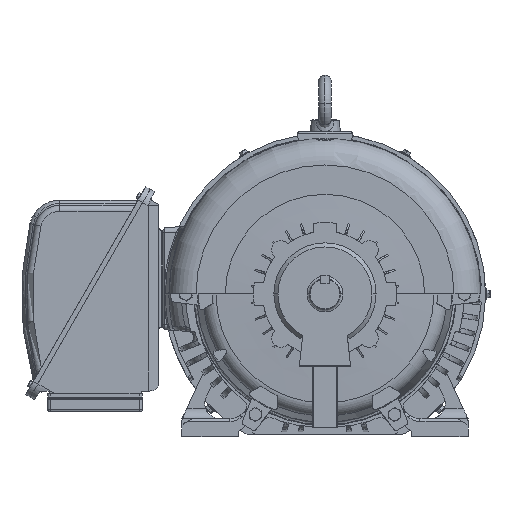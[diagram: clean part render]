
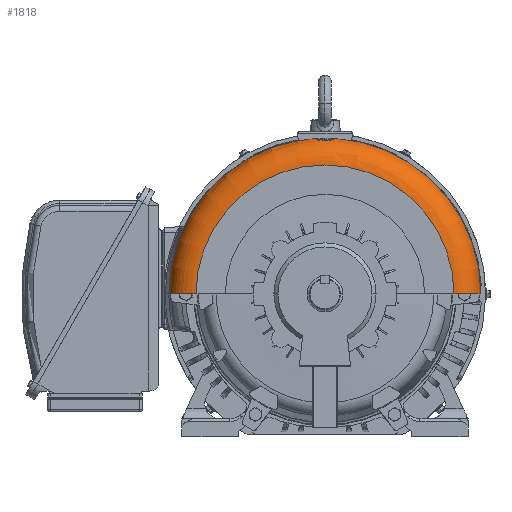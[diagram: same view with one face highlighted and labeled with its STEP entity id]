
A CAD part, front view. The second image highlights one B-rep face of the part: STEP entity #1818.
In plain terms, the highlighted toroidal (fillet/blend) face has major radius 252.5 mm and minor radius 52.3 mm.
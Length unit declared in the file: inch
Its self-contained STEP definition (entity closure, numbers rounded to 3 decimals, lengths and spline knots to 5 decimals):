
#1621 = EDGE_LOOP ( 'NONE', ( #108952, #40336, #113076, #32427, #100227, #98378 ) ) ;
#1818 = ADVANCED_FACE ( 'NONE', ( #147988 ), #130240, .T. ) ;
#2682 = VERTEX_POINT ( 'NONE', #109265 ) ;
#6253 = CARTESIAN_POINT ( 'NONE',  ( 0.22849, -18.51201, 11.86483 ) ) ;
#7027 = CARTESIAN_POINT ( 'NONE',  ( -0.11775, -18.53838, 11.85633 ) ) ;
#7279 = EDGE_CURVE ( 'NONE', #112082, #82127, #9361, .T. ) ;
#9297 = DIRECTION ( 'NONE',  ( 0., 0., -1. ) ) ;
#9361 = CIRCLE ( 'NONE', #89569, 12. ) ;
#11890 = CIRCLE ( 'NONE', #76978, 2.05906 ) ;
#18786 = CARTESIAN_POINT ( 'NONE',  ( 0.03092, -18.54502, 11.8541 ) ) ;
#20325 = CARTESIAN_POINT ( 'NONE',  ( -0.44228, -18.41047, 11.89445 ) ) ;
#21863 = CARTESIAN_POINT ( 'NONE',  ( 0.76444, -17.95798, 11.96941 ) ) ;
#22206 = CARTESIAN_POINT ( 'NONE',  ( 0.78692, -17.78346, 11.97417 ) ) ;
#24757 = CARTESIAN_POINT ( 'NONE',  ( 9.94094, -19.84252, 0. ) ) ;
#28346 = EDGE_CURVE ( 'NONE', #36330, #63099, #110895, .T. ) ;
#30208 = AXIS2_PLACEMENT_3D ( 'NONE', #122177, #50879, #75167 ) ;
#30570 = CARTESIAN_POINT ( 'NONE',  ( 0.67534, -18.16627, 11.94594 ) ) ;
#31964 = AXIS2_PLACEMENT_3D ( 'NONE', #137974, #52629, #135657 ) ;
#32092 = CARTESIAN_POINT ( 'NONE',  ( -0.76165, -17.97006, 11.96869 ) ) ;
#32427 = ORIENTED_EDGE ( 'NONE', *, *, #86669, .T. ) ;
#34968 = CARTESIAN_POINT ( 'NONE',  ( -12., -17.78346, 0. ) ) ;
#36330 = VERTEX_POINT ( 'NONE', #138372 ) ;
#38751 = CARTESIAN_POINT ( 'NONE',  ( 0., -17.78346, 0. ) ) ;
#40336 = ORIENTED_EDGE ( 'NONE', *, *, #109809, .F. ) ;
#40886 = EDGE_CURVE ( 'NONE', #63099, #112082, #75898, .T. ) ;
#44423 = CIRCLE ( 'NONE', #31964, 9.94094 ) ;
#46389 = DIRECTION ( 'NONE',  ( 1., 0., 0. ) ) ;
#48365 = AXIS2_PLACEMENT_3D ( 'NONE', #38751, #84236, #130507 ) ;
#50879 = DIRECTION ( 'NONE',  ( 0., -1., 0. ) ) ;
#52629 = DIRECTION ( 'NONE',  ( 0., -1., 0. ) ) ;
#54123 = CARTESIAN_POINT ( 'NONE',  ( 0.64522, -18.21223, 11.93827 ) ) ;
#54410 = CARTESIAN_POINT ( 'NONE',  ( 0., -17.78346, 0. ) ) ;
#55650 = CARTESIAN_POINT ( 'NONE',  ( -0.66452, -18.18354, 11.94317 ) ) ;
#57198 = CARTESIAN_POINT ( 'NONE',  ( -0.48433, -18.37994, 11.9024 ) ) ;
#63099 = VERTEX_POINT ( 'NONE', #22206 ) ;
#64570 = CIRCLE ( 'NONE', #104573, 2.05906 ) ;
#74651 = EDGE_CURVE ( 'NONE', #119818, #2682, #44423, .T. ) ;
#75167 = DIRECTION ( 'NONE',  ( -1., 0., 0. ) ) ;
#75898 = B_SPLINE_CURVE_WITH_KNOTS ( 'NONE', 5,
 ( #78409, #90175, #129268, #21863, #137937, #30570, #54123, #138696, #115207, #151965, #114439, #92457, #6253, #101926, #18786, #140232, #7027, #102683, #150453, #80709, #20325, #57198, #128514, #116749, #55650, #115976, #32092, #79162, #141011, #103438 ),
 .UNSPECIFIED., .F., .F.,
 ( 6, 3, 3, 3, 3, 3, 3, 3, 3, 6 ),
 ( 0., 10.52012, 20.21664, 29.21216, 37.72624, 45.87866, 54.16401, 63.10061, 72.75778, 84.0146 ),
 .UNSPECIFIED. ) ;
#76978 = AXIS2_PLACEMENT_3D ( 'NONE', #127708, #9297, #139430 ) ;
#78409 = CARTESIAN_POINT ( 'NONE',  ( 0.78692, -17.78346, 11.97417 ) ) ;
#79162 = CARTESIAN_POINT ( 'NONE',  ( -0.7763, -17.90857, 11.97248 ) ) ;
#80709 = CARTESIAN_POINT ( 'NONE',  ( -0.35609, -18.46275, 11.87997 ) ) ;
#82127 = VERTEX_POINT ( 'NONE', #34968 ) ;
#84236 = DIRECTION ( 'NONE',  ( 0., -1., 0. ) ) ;
#86669 = EDGE_CURVE ( 'NONE', #119818, #36330, #64570, .T. ) ;
#89569 = AXIS2_PLACEMENT_3D ( 'NONE', #54410, #149977, #90457 ) ;
#90175 = CARTESIAN_POINT ( 'NONE',  ( 0.78487, -17.84201, 11.97431 ) ) ;
#90457 = DIRECTION ( 'NONE',  ( -1., 0., 0. ) ) ;
#92457 = CARTESIAN_POINT ( 'NONE',  ( 0.27669, -18.49569, 11.86997 ) ) ;
#98378 = ORIENTED_EDGE ( 'NONE', *, *, #40886, .T. ) ;
#100227 = ORIENTED_EDGE ( 'NONE', *, *, #28346, .T. ) ;
#101926 = CARTESIAN_POINT ( 'NONE',  ( 0.13137, -18.53631, 11.85702 ) ) ;
#102683 = CARTESIAN_POINT ( 'NONE',  ( -0.21404, -18.5161, 11.86353 ) ) ;
#103438 = CARTESIAN_POINT ( 'NONE',  ( -0.78692, -17.78346, 11.97417 ) ) ;
#104573 = AXIS2_PLACEMENT_3D ( 'NONE', #129455, #116937, #46389 ) ;
#108952 = ORIENTED_EDGE ( 'NONE', *, *, #7279, .T. ) ;
#109265 = CARTESIAN_POINT ( 'NONE',  ( -9.94094, -19.84252, 0. ) ) ;
#109809 = EDGE_CURVE ( 'NONE', #2682, #82127, #11890, .T. ) ;
#110895 = CIRCLE ( 'NONE', #48365, 12. ) ;
#112082 = VERTEX_POINT ( 'NONE', #138188 ) ;
#113076 = ORIENTED_EDGE ( 'NONE', *, *, #74651, .F. ) ;
#114439 = CARTESIAN_POINT ( 'NONE',  ( 0.37199, -18.45465, 11.88234 ) ) ;
#115207 = CARTESIAN_POINT ( 'NONE',  ( 0.49959, -18.36782, 11.90543 ) ) ;
#115976 = CARTESIAN_POINT ( 'NONE',  ( -0.72314, -18.08106, 11.95837 ) ) ;
#116749 = CARTESIAN_POINT ( 'NONE',  ( -0.63331, -18.22859, 11.93533 ) ) ;
#116937 = DIRECTION ( 'NONE',  ( 0., 0., 1. ) ) ;
#119818 = VERTEX_POINT ( 'NONE', #24757 ) ;
#122177 = CARTESIAN_POINT ( 'NONE',  ( 0., -17.78346, 0. ) ) ;
#127708 = CARTESIAN_POINT ( 'NONE',  ( -9.94094, -17.78346, 0. ) ) ;
#128514 = CARTESIAN_POINT ( 'NONE',  ( -0.56564, -18.3101, 11.9192 ) ) ;
#129268 = CARTESIAN_POINT ( 'NONE',  ( 0.77737, -17.90039, 11.97271 ) ) ;
#129455 = CARTESIAN_POINT ( 'NONE',  ( 9.94094, -17.78346, 0. ) ) ;
#130240 = TOROIDAL_SURFACE ( 'NONE', #30208, 9.94094, 2.05906 ) ;
#130507 = DIRECTION ( 'NONE',  ( -1., 0., 0. ) ) ;
#135657 = DIRECTION ( 'NONE',  ( -1., 0., 0. ) ) ;
#137937 = CARTESIAN_POINT ( 'NONE',  ( 0.72937, -18.06587, 11.96006 ) ) ;
#137974 = CARTESIAN_POINT ( 'NONE',  ( 0., -19.84252, 0. ) ) ;
#138188 = CARTESIAN_POINT ( 'NONE',  ( -0.78692, -17.78346, 11.97417 ) ) ;
#138372 = CARTESIAN_POINT ( 'NONE',  ( 12., -17.78346, 0. ) ) ;
#138696 = CARTESIAN_POINT ( 'NONE',  ( 0.5794, -18.29574, 11.92233 ) ) ;
#139430 = DIRECTION ( 'NONE',  ( -1., 0., 0. ) ) ;
#140232 = CARTESIAN_POINT ( 'NONE',  ( -0.01852, -18.54541, 11.85397 ) ) ;
#141011 = CARTESIAN_POINT ( 'NONE',  ( -0.78473, -17.84611, 11.97431 ) ) ;
#147988 = FACE_OUTER_BOUND ( 'NONE', #1621, .T. ) ;
#149977 = DIRECTION ( 'NONE',  ( 0., -1., 0. ) ) ;
#150453 = CARTESIAN_POINT ( 'NONE',  ( -0.26132, -18.50113, 11.86827 ) ) ;
#151965 = CARTESIAN_POINT ( 'NONE',  ( 0.45812, -18.39952, 11.89734 ) ) ;
